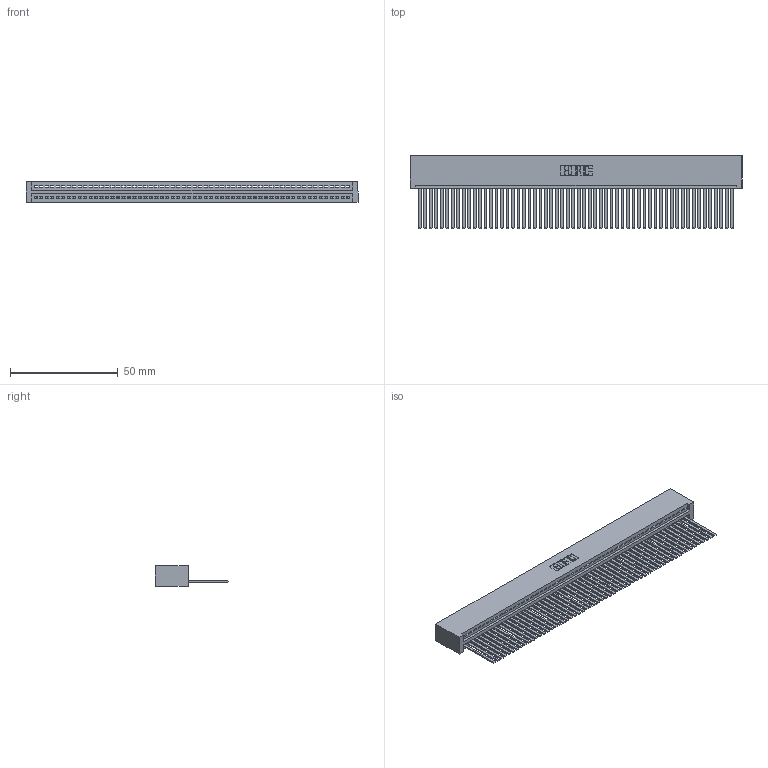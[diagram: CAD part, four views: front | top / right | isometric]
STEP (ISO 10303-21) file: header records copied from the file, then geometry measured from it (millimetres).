
FILE_DESCRIPTION (( 'STEP AP203' ), '1' );
FILE_NAME ('395-058-544-101.STEP', '2019-10-24T06:14:54', ( '' ), ( '' ), 'SwSTEP 2.0', 'SolidWorks 2016', '' );
FILE_SCHEMA (( 'CONFIG_CONTROL_DESIGN' ));
Length unit declared in the file: inch
Products named in the file (3): 345 Part_No Mounting Lugs; 395-058-544-101; 345-292-001_345-293-144
Assembly tree (59 placements, depth 2):
  395-058-544-101
    345 Part_No Mounting Lugs
    345-292-001_345-293-144  x58
Bounding box: 153.92 x 33.96 x 9.4 mm (x, y, z)
Volume: 16007 mm3; surface area: 23696 mm2
Topology: 59 solids, 59 shells, 3134 faces, 9481 edges, 6242 vertices
Faces by surface type: plane 2164, cylinder 970
Entity records: 41037 total; most frequent: CARTESIAN_POINT 7114, ORIENTED_EDGE 7106, DIRECTION 6181, EDGE_CURVE 3553, LINE 3201, VECTOR 3201, VERTEX_POINT 2366, AXIS2_PLACEMENT_3D 1490
